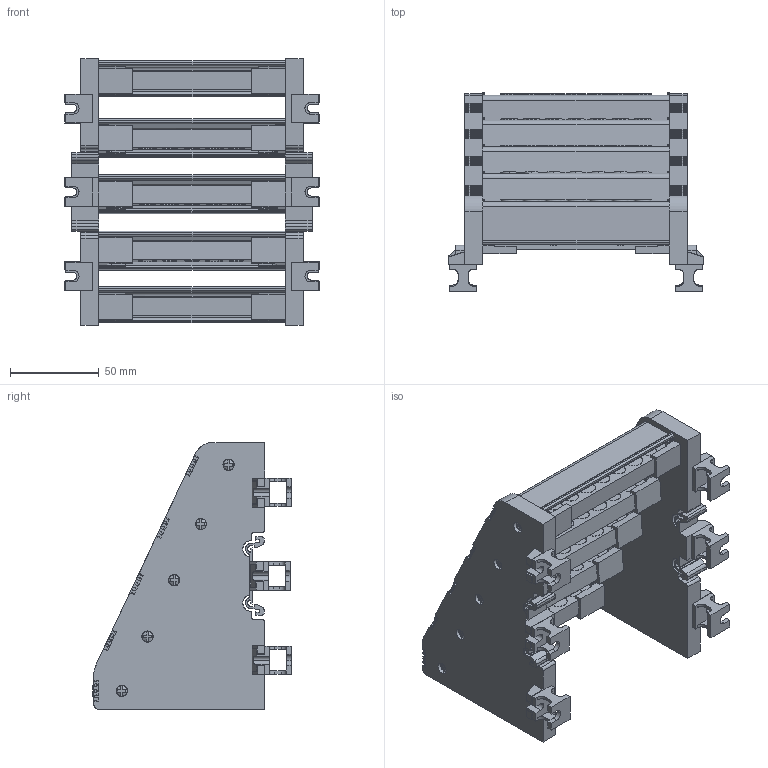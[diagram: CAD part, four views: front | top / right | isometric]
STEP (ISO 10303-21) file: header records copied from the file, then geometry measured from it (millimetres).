
FILE_DESCRIPTION (( 'STEP AP203' ), '1' );
FILE_NAME ('10x15 Beþ Kutuplu Daðýtýcý Ünite - 7 Delikli (Yükseltici Ayak).STEP', '2020-05-12T13:50:45', ( '' ), ( '' ), 'SwSTEP 2.0', 'SolidWorks 2011', '' );
FILE_SCHEMA (( 'CONFIG_CONTROL_DESIGN' ));
Products named in the file (1): 10x15 Beþ Kutuplu Daðýtýcý Ünite - 7 Delikli (Yükseltici Ayak)
Bounding box: 143 x 111.66 x 150 mm (x, y, z)
Volume: 340886.3 mm3; surface area: 168601.5 mm2
Topology: 1 solids, 1 shells, 4269 faces, 11952 edges, 7783 vertices
Faces by surface type: plane 2239, cylinder 1262, bspline 523, cone 245
Entity records: 153655 total; most frequent: CARTESIAN_POINT 48932, ORIENTED_EDGE 23884, DIRECTION 19302, EDGE_CURVE 11942, VERTEX_POINT 7783, LINE 6598, VECTOR 6598, AXIS2_PLACEMENT_3D 6352
